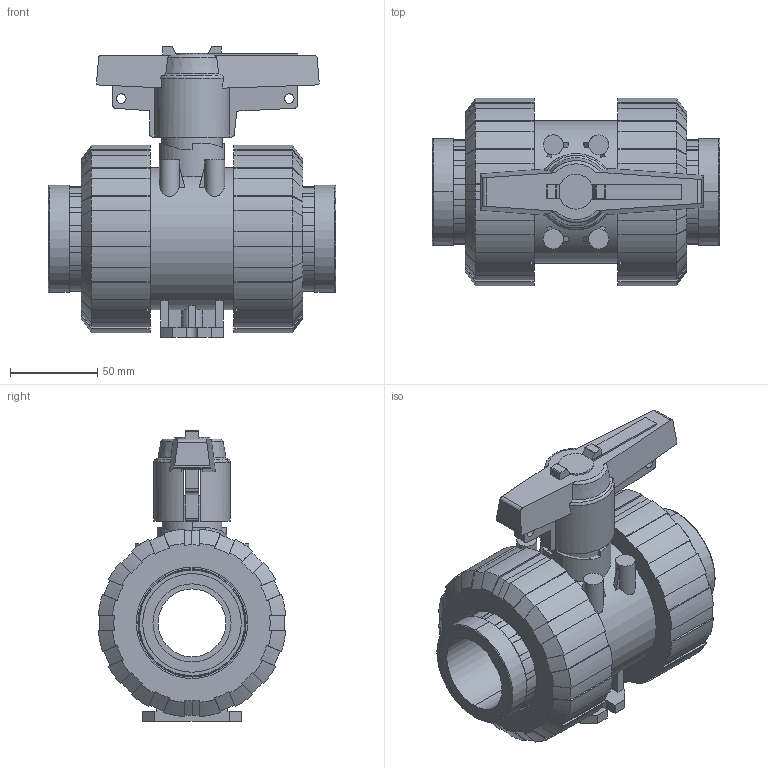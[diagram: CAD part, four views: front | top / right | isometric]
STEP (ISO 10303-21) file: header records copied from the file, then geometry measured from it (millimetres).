
FILE_DESCRIPTION(('STEP AP214'),'1');
FILE_NAME('cctmp_A2600C2B-18B6-4A77-8ECC-A1D0F3DAC311_2021_10_21_07_40_46_0461..stp','2021-10-21T05:40:46',('Praher Valves GmbH'),('CADClick - www.CADClick.com'),'Spatial InterOp 3D',' ','unknown authorization');
FILE_SCHEMA(('AUTOMOTIVE_DESIGN'));
Length unit declared in the file: millimetre
Products named in the file (7): cc_unnamed; 210266_5; 210266_4; 210266_3; 210266_2; 210266_1; 210266
Assembly tree (6 placements, depth 2):
  cc_unnamed
    210266_5
    210266_4
    210266_3
    210266_2
    210266_1
    210266
Bounding box: 165 x 107.62 x 166.87 mm (x, y, z)
Volume: 961545.4 mm3; surface area: 199209.1 mm2
Topology: 8 solids, 8 shells, 598 faces, 1704 edges, 1134 vertices
Faces by surface type: plane 292, cylinder 210, cone 84, torus 12
Entity records: 25097 total; most frequent: CARTESIAN_POINT 4406, ORIENTED_EDGE 3408, DIRECTION 3314, EDGE_CURVE 1704, AXIS2_PLACEMENT_3D 1195, VERTEX_POINT 1134, LINE 924, VECTOR 924
